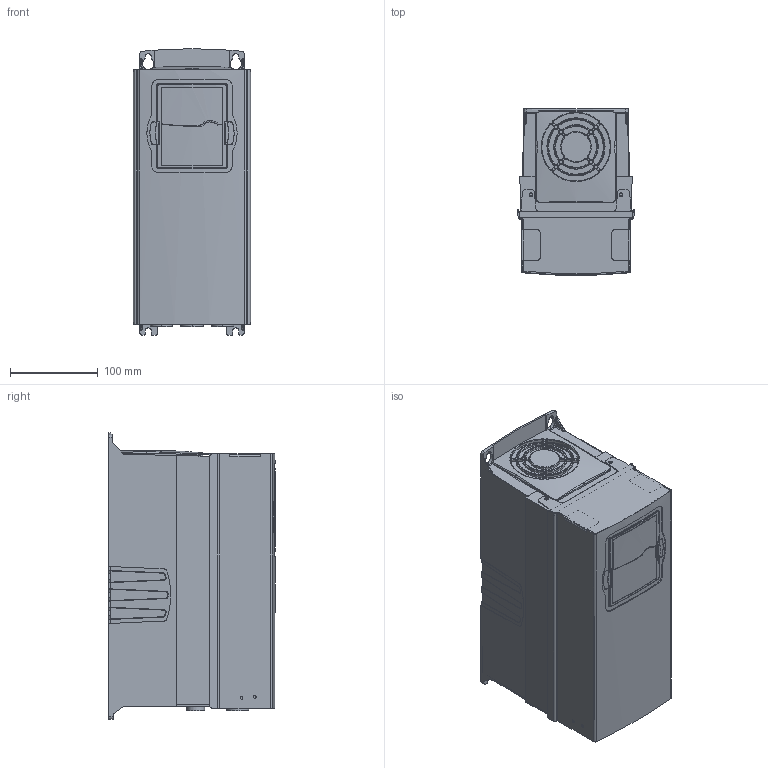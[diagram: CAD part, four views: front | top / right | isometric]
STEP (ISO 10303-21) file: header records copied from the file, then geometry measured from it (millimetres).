
FILE_DESCRIPTION((''),'2;1');
FILE_NAME('VACON_FR4_IP54_SB','2020-02-27T',('U377409'),('Danfoss Drives A/S'),'CREO PARAMETRIC BY PTC INC, 2018070','CREO PARAMETRIC BY PTC INC, 2018070','');
FILE_SCHEMA(('CONFIG_CONTROL_DESIGN','GEOMETRIC_VALIDATION_PROPERTIES_MIM'));
Products named in the file (1): VACON_FR4_IP54_SB
Bounding box: 133.5 x 189.63 x 326.63 mm (x, y, z)
Volume: 6447279.1 mm3; surface area: 900215.4 mm2
Topology: 1 solids, 8 shells, 3478 faces, 10139 edges, 6638 vertices
Faces by surface type: plane 1634, cylinder 1036, bspline 374, cone 227, torus 89, sphere 76, revolution 26, extrusion 16
Entity records: 159045 total; most frequent: CARTESIAN_POINT 47742, ORIENTED_EDGE 20102, DIRECTION 15274, EDGE_CURVE 10068, VERTEX_POINT 6638, VECTOR 5224, LINE 5208, AXIS2_PLACEMENT_3D 5012
